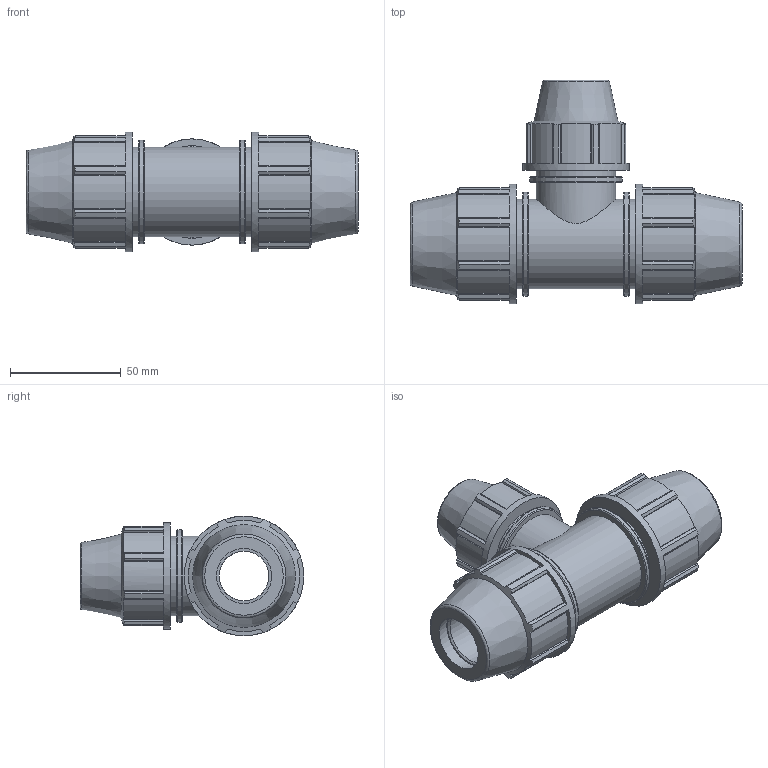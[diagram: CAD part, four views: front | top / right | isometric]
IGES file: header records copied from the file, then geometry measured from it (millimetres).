
Global section: file name: 073400025020_183400025020_0734060250200A.ipt; native system: Autodesk Inventor 2015; preprocessor: unknown; author: Кирилл,,11,0; organization: 20170224.180708; date: 20170606.172353; units: millimetre
Bounding box: 150 x 101 x 54 mm (x, y, z)
Volume: 219775.3 mm3; surface area: 52669.3 mm2
Topology: 1 solids, 1 shells, 199 faces, 566 edges, 383 vertices
Faces by surface type: plane 138, cylinder 35, revolution 20, cone 6
Full cylindrical faces by diameter (mm): 36 x2, 40.5 x3, 41.76 x1, 46.98 x2, 48 x1, 54 x2
